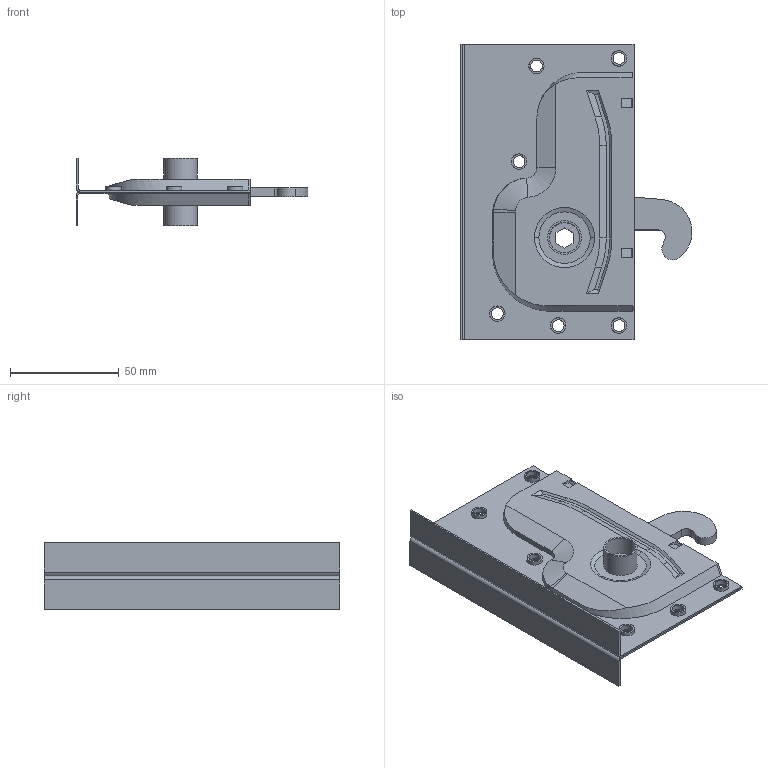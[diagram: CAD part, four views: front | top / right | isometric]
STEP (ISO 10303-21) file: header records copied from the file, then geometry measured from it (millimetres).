
FILE_DESCRIPTION (( 'STEP AP203' ), '1' );
FILE_NAME ('sone3D.STEP', '2017-08-09T00:30:24', ( '' ), ( '' ), 'SwSTEP 2.0', 'SolidWorks 2014', '' );
FILE_SCHEMA (( 'CONFIG_CONTROL_DESIGN' ));
Length unit declared in the file: millimetre
Products named in the file (6): FC-733-AB僗僩僢僷乕2_; FC-733-AB儘僢僋儗僶乕_; sone3D; FC-733-AB偏芯カム_; FC-733-AB僇僶乕A_; FC-733-AB僇僶乕B_
Assembly tree (5 placements, depth 2):
  sone3D
    FC-733-AB僇僶乕A_
    FC-733-AB僇僶乕B_
    FC-733-AB儘僢僋儗僶乕_
    FC-733-AB偏芯カム_
    FC-733-AB僗僩僢僷乕2_
Bounding box: 106.78 x 136 x 31 mm (x, y, z)
Volume: 35231.9 mm3; surface area: 66597.2 mm2
Topology: 5 solids, 5 shells, 356 faces, 944 edges, 616 vertices
Faces by surface type: plane 180, cylinder 99, bspline 48, torus 15, cone 14
Entity records: 16854 total; most frequent: CARTESIAN_POINT 7511, ORIENTED_EDGE 1888, DIRECTION 1693, EDGE_CURVE 944, VERTEX_POINT 616, AXIS2_PLACEMENT_3D 575, LINE 543, VECTOR 543
